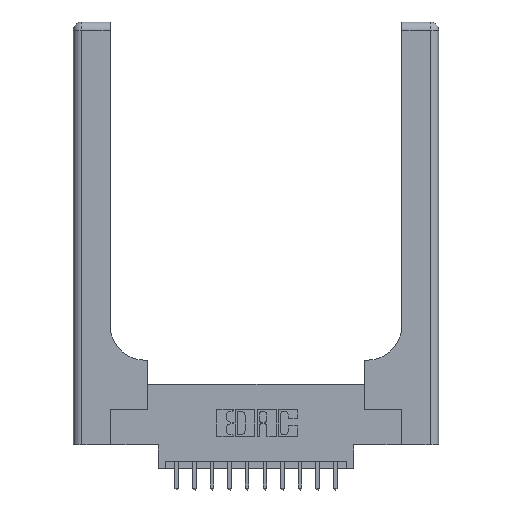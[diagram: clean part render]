
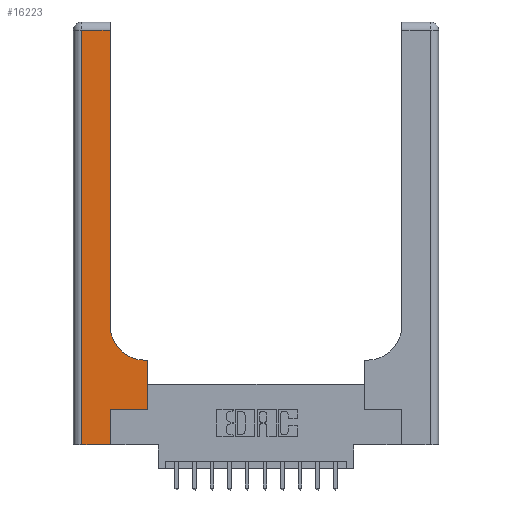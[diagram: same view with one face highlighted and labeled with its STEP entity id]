
A CAD part, top view. The second image highlights one B-rep face of the part: STEP entity #16223.
In plain terms, the highlighted planar face has unit normal (0, 0, 1).
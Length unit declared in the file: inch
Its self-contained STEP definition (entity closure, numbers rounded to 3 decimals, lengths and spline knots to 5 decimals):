
#7 = EDGE_CURVE ( 'NONE', #9670, #10736, #1652, .T. ) ;
#44 = CARTESIAN_POINT ( 'NONE',  ( 0.265, 0.25, 0.37 ) ) ;
#337 = VERTEX_POINT ( 'NONE', #1522 ) ;
#652 = ORIENTED_EDGE ( 'NONE', *, *, #8266, .T. ) ;
#1467 = ORIENTED_EDGE ( 'NONE', *, *, #16080, .T. ) ;
#1522 = CARTESIAN_POINT ( 'NONE',  ( 0.528, 0.25, 0.37 ) ) ;
#1652 = LINE ( 'NONE', #10236, #5746 ) ;
#1707 = VECTOR ( 'NONE', #6870, 39.37008 ) ;
#2208 = DIRECTION ( 'NONE',  ( 0., -1., 0. ) ) ;
#2421 = DIRECTION ( 'NONE',  ( 0., 1., 0. ) ) ;
#3214 = ORIENTED_EDGE ( 'NONE', *, *, #7, .T. ) ;
#3839 = DIRECTION ( 'NONE',  ( 0., 0., -1. ) ) ;
#3929 = ORIENTED_EDGE ( 'NONE', *, *, #15964, .T. ) ;
#3950 = CARTESIAN_POINT ( 'NONE',  ( 0.06, 3., 0.37 ) ) ;
#3963 = CARTESIAN_POINT ( 'NONE',  ( 0.06, 2.94, 0.37 ) ) ;
#4183 = CARTESIAN_POINT ( 'NONE',  ( 0., 0., 0.37 ) ) ;
#4273 = CARTESIAN_POINT ( 'NONE',  ( 0.26, 2.94, 0.37 ) ) ;
#4354 = LINE ( 'NONE', #4510, #14472 ) ;
#4424 = PLANE ( 'NONE',  #11344 ) ;
#4502 = DIRECTION ( 'NONE',  ( 0., 0., -1. ) ) ;
#4510 = CARTESIAN_POINT ( 'NONE',  ( 0.26, 0.6, 0.37 ) ) ;
#4520 = EDGE_CURVE ( 'NONE', #337, #15172, #13868, .T. ) ;
#4554 = VERTEX_POINT ( 'NONE', #15764 ) ;
#4676 = VECTOR ( 'NONE', #2421, 39.37008 ) ;
#5008 = VERTEX_POINT ( 'NONE', #4273 ) ;
#5241 = DIRECTION ( 'NONE',  ( 1., 0., 0. ) ) ;
#5567 = LINE ( 'NONE', #4183, #1707 ) ;
#5746 = VECTOR ( 'NONE', #11744, 39.37008 ) ;
#5749 = VECTOR ( 'NONE', #5241, 39.37008 ) ;
#5908 = DIRECTION ( 'NONE',  ( -1., 0., 0. ) ) ;
#6157 = CARTESIAN_POINT ( 'NONE',  ( 0.51, 0.6, 0.37 ) ) ;
#6375 = CARTESIAN_POINT ( 'NONE',  ( 0.528, 0.25, 0.37 ) ) ;
#6398 = DIRECTION ( 'NONE',  ( -1., 0., 0. ) ) ;
#6748 = CARTESIAN_POINT ( 'NONE',  ( 0.528, 0.6, 0.37 ) ) ;
#6870 = DIRECTION ( 'NONE',  ( 1., 0., 0. ) ) ;
#7203 = EDGE_CURVE ( 'NONE', #11234, #15466, #13711, .T. ) ;
#7271 = CARTESIAN_POINT ( 'NONE',  ( 0., 2.94, 0.37 ) ) ;
#7304 = CARTESIAN_POINT ( 'NONE',  ( 0.26, 3., 0.37 ) ) ;
#7647 = DIRECTION ( 'NONE',  ( 1., 0., 0. ) ) ;
#7786 = VERTEX_POINT ( 'NONE', #6157 ) ;
#8259 = EDGE_LOOP ( 'NONE', ( #14110, #652, #11304, #1467, #3214, #14356, #10761, #16463, #3929 ) ) ;
#8266 = EDGE_CURVE ( 'NONE', #5008, #11234, #8537, .T. ) ;
#8308 = DIRECTION ( 'NONE',  ( 0., 1., 0. ) ) ;
#8394 = DIRECTION ( 'NONE',  ( -1., 0., 0. ) ) ;
#8537 = LINE ( 'NONE', #7271, #15265 ) ;
#8549 = CARTESIAN_POINT ( 'NONE',  ( 0., 3., 0.37 ) ) ;
#8973 = CIRCLE ( 'NONE', #13781, 0.25 ) ;
#9657 = VECTOR ( 'NONE', #8308, 39.37008 ) ;
#9670 = VERTEX_POINT ( 'NONE', #15628 ) ;
#10236 = CARTESIAN_POINT ( 'NONE',  ( 0.265, 0., 0.37 ) ) ;
#10394 = CARTESIAN_POINT ( 'NONE',  ( 0.51, 0.85, 0.37 ) ) ;
#10642 = EDGE_CURVE ( 'NONE', #15172, #7786, #4354, .T. ) ;
#10671 = EDGE_CURVE ( 'NONE', #4554, #5008, #10738, .T. ) ;
#10736 = VERTEX_POINT ( 'NONE', #15238 ) ;
#10738 = LINE ( 'NONE', #7304, #9657 ) ;
#10761 = ORIENTED_EDGE ( 'NONE', *, *, #4520, .T. ) ;
#11234 = VERTEX_POINT ( 'NONE', #3963 ) ;
#11304 = ORIENTED_EDGE ( 'NONE', *, *, #7203, .T. ) ;
#11344 = AXIS2_PLACEMENT_3D ( 'NONE', #8549, #4502, #5908 ) ;
#11744 = DIRECTION ( 'NONE',  ( 0., 1., 0. ) ) ;
#12757 = LINE ( 'NONE', #44, #5749 ) ;
#13394 = FACE_OUTER_BOUND ( 'NONE', #8259, .T. ) ;
#13711 = LINE ( 'NONE', #3950, #14829 ) ;
#13781 = AXIS2_PLACEMENT_3D ( 'NONE', #10394, #3839, #7647 ) ;
#13868 = LINE ( 'NONE', #6375, #4676 ) ;
#14110 = ORIENTED_EDGE ( 'NONE', *, *, #10671, .T. ) ;
#14356 = ORIENTED_EDGE ( 'NONE', *, *, #15928, .T. ) ;
#14472 = VECTOR ( 'NONE', #8394, 39.37008 ) ;
#14829 = VECTOR ( 'NONE', #2208, 39.37008 ) ;
#15172 = VERTEX_POINT ( 'NONE', #6748 ) ;
#15203 = CARTESIAN_POINT ( 'NONE',  ( 0.06, 0., 0.37 ) ) ;
#15238 = CARTESIAN_POINT ( 'NONE',  ( 0.265, 0.25, 0.37 ) ) ;
#15265 = VECTOR ( 'NONE', #6398, 39.37008 ) ;
#15466 = VERTEX_POINT ( 'NONE', #15203 ) ;
#15628 = CARTESIAN_POINT ( 'NONE',  ( 0.265, 0., 0.37 ) ) ;
#15764 = CARTESIAN_POINT ( 'NONE',  ( 0.26, 0.85, 0.37 ) ) ;
#15928 = EDGE_CURVE ( 'NONE', #10736, #337, #12757, .T. ) ;
#15964 = EDGE_CURVE ( 'NONE', #7786, #4554, #8973, .T. ) ;
#16080 = EDGE_CURVE ( 'NONE', #15466, #9670, #5567, .T. ) ;
#16223 = ADVANCED_FACE ( 'NONE', ( #13394 ), #4424, .F. ) ;
#16463 = ORIENTED_EDGE ( 'NONE', *, *, #10642, .T. ) ;
